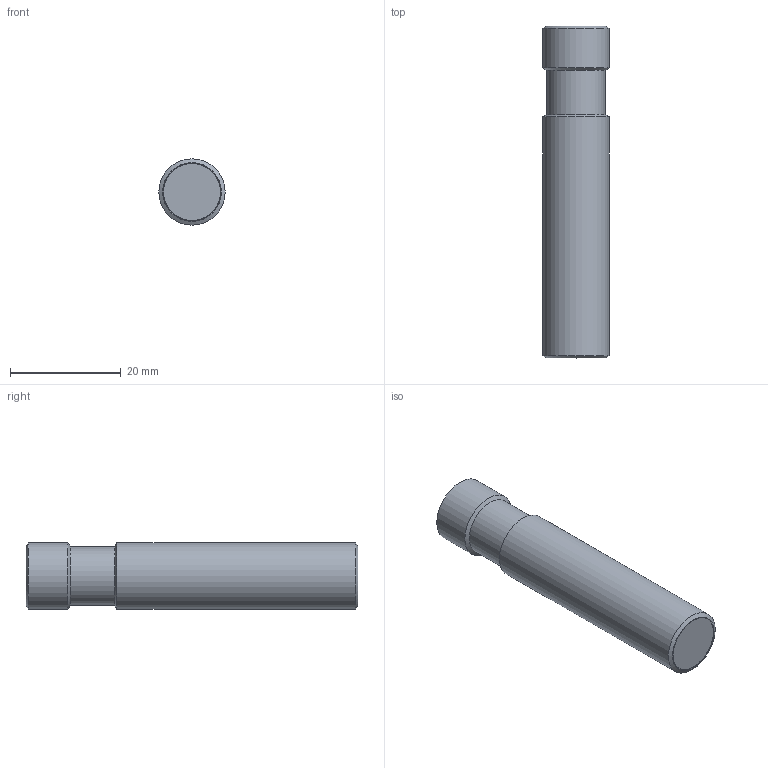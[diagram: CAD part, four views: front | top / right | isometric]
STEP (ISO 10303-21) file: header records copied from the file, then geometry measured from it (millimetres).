
FILE_DESCRIPTION (( 'STEP AP214' ), '1' );
FILE_NAME ('DW-AS-509-M12.STEP', '2019-09-11T19:20:33', ( '' ), ( '' ), 'SwSTEP 2.0', 'SolidWorks 2018', '' );
FILE_SCHEMA (( 'AUTOMOTIVE_DESIGN' ));
Length unit declared in the file: inch
Products named in the file (1): DW-AS-509-M12
Bounding box: 12 x 60 x 12 mm (x, y, z)
Volume: 2599 mm3; surface area: 4540.7 mm2
Topology: 6 solids, 6 shells, 74 faces, 167 edges, 104 vertices
Faces by surface type: plane 30, bspline 19, cylinder 17, cone 8
Full cylindrical faces by diameter (mm): 1 x4, 1.75 x1, 8.4 x1, 10.3 x1, 10.55 x1, 12 x2
Entity records: 3148 total; most frequent: CARTESIAN_POINT 1644, ORIENTED_EDGE 268, DIRECTION 258, EDGE_CURVE 134, AXIS2_PLACEMENT_3D 101, EDGE_LOOP 99, VERTEX_POINT 97, FACE_OUTER_BOUND 84
